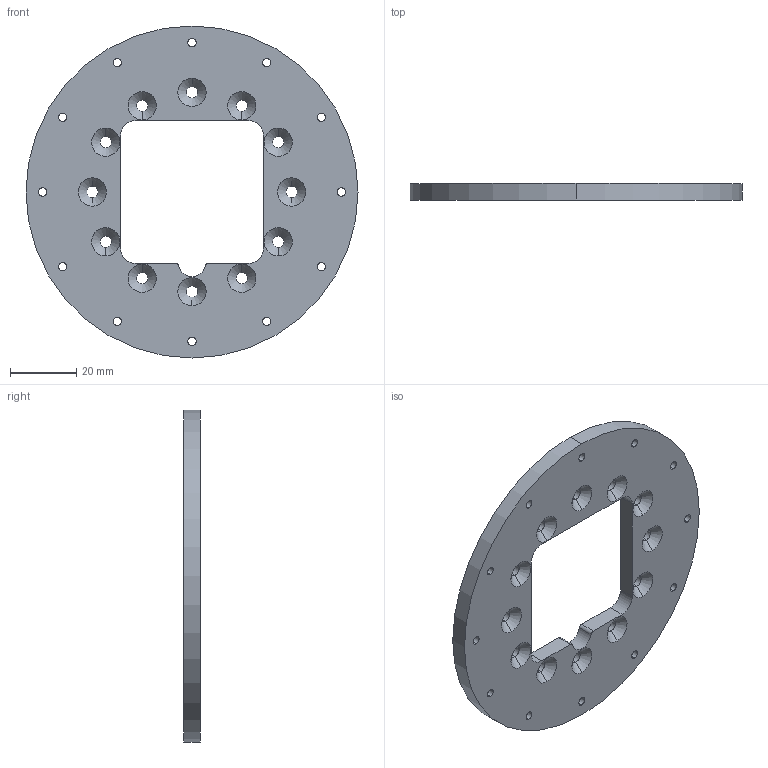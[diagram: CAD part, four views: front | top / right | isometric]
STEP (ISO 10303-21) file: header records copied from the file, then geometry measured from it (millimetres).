
FILE_DESCRIPTION (( 'STEP AP203' ), '1' );
FILE_NAME ('Boden_4.STEP', '2018-03-30T20:03:09', ( '' ), ( '' ), 'SwSTEP 2.0', 'SolidWorks 2017', '' );
FILE_SCHEMA (( 'CONFIG_CONTROL_DESIGN' ));
Length unit declared in the file: millimetre
Products named in the file (1): Boden_4
Bounding box: 100 x 5 x 100 mm (x, y, z)
Volume: 23786.2 mm3; surface area: 16033.6 mm2
Topology: 1 solids, 1 shells, 94 faces, 246 edges, 156 vertices
Faces by surface type: cylinder 61, cone 24, plane 9
Entity records: 3121 total; most frequent: DIRECTION 582, CARTESIAN_POINT 497, ORIENTED_EDGE 492, EDGE_CURVE 246, AXIS2_PLACEMENT_3D 241, VERTEX_POINT 156, EDGE_LOOP 146, CIRCLE 146
